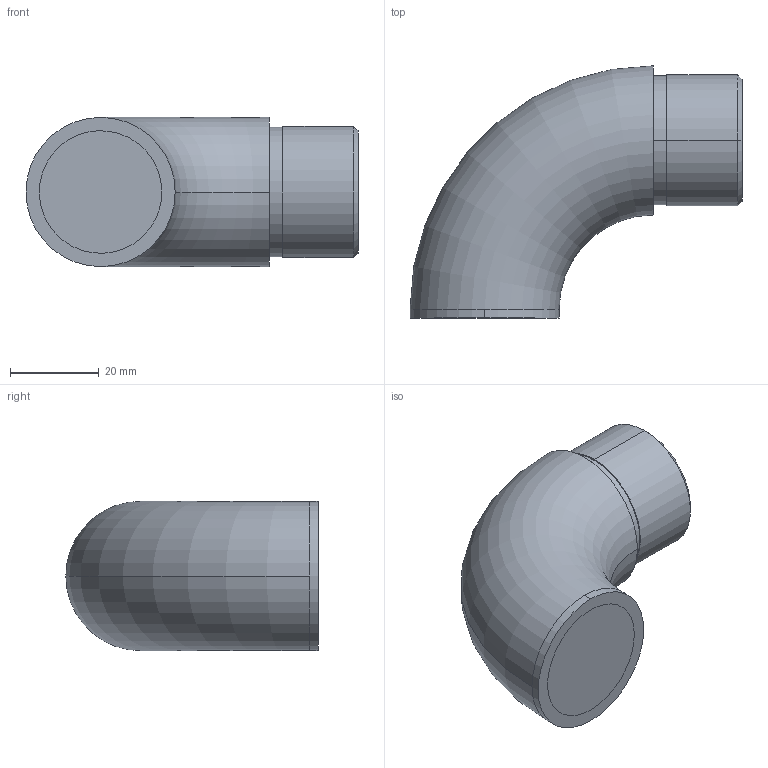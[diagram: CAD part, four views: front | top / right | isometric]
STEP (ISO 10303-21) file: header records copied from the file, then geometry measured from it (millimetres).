
FILE_DESCRIPTION (( 'STEP AP203' ), '1' );
FILE_NAME ('A_0739-233.STEP', '2021-12-03T08:12:07', ( '' ), ( '' ), 'SwSTEP 2.0', 'SolidWorks 2019', '' );
FILE_SCHEMA (( 'CONFIG_CONTROL_DESIGN' ));
Length unit declared in the file: millimetre
Products named in the file (3): A_0739-233.P1_Hotovy diel; A_0739-233.P2; A_0739-233
Assembly tree (2 placements, depth 2):
  A_0739-233
    A_0739-233.P1_Hotovy diel
    A_0739-233.P2
Bounding box: 75 x 57 x 33.7 mm (x, y, z)
Volume: 22183.1 mm3; surface area: 18940.6 mm2
Topology: 2 solids, 2 shells, 27 faces, 54 edges, 34 vertices
Faces by surface type: cylinder 10, plane 7, cone 6, torus 4
Entity records: 1199 total; most frequent: CARTESIAN_POINT 314, DIRECTION 144, ORIENTED_EDGE 108, AXIS2_PLACEMENT_3D 64, EDGE_CURVE 54, VERTEX_POINT 34, CIRCLE 32, EDGE_LOOP 30
